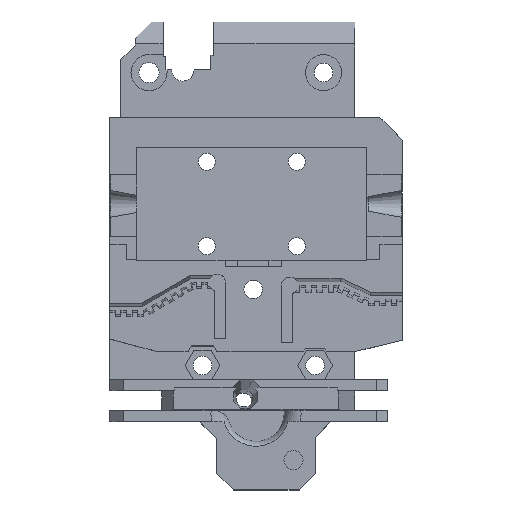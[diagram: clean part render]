
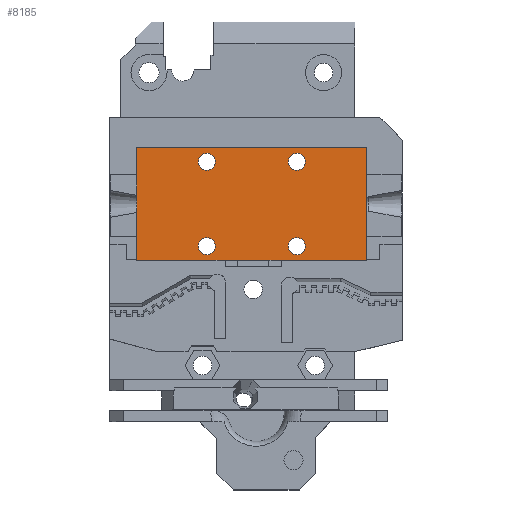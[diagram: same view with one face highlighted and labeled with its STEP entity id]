
A CAD part, top view. The second image highlights one B-rep face of the part: STEP entity #8185.
In plain terms, the highlighted planar face has unit normal (0, 0, 1).
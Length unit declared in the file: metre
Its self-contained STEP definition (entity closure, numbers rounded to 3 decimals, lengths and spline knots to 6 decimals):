
#172=CIRCLE('',#8704,0.0015);
#174=CIRCLE('',#8707,0.0015);
#176=CIRCLE('',#8710,0.0015);
#178=CIRCLE('',#8713,0.0015);
#2275=ORIENTED_EDGE('',*,*,#3619,.T.);
#2276=ORIENTED_EDGE('',*,*,#2650,.F.);
#2277=ORIENTED_EDGE('',*,*,#3618,.F.);
#2278=ORIENTED_EDGE('',*,*,#2662,.F.);
#2279=ORIENTED_EDGE('',*,*,#3617,.T.);
#2280=ORIENTED_EDGE('',*,*,#3613,.T.);
#2281=ORIENTED_EDGE('',*,*,#3611,.T.);
#2282=ORIENTED_EDGE('',*,*,#3615,.T.);
#2650=EDGE_CURVE('',#3802,#3803,#4585,.T.);
#2662=EDGE_CURVE('',#3812,#3813,#4595,.T.);
#3611=EDGE_CURVE('',#4441,#4441,#172,.T.);
#3613=EDGE_CURVE('',#4443,#4443,#174,.T.);
#3615=EDGE_CURVE('',#4445,#4445,#176,.T.);
#3617=EDGE_CURVE('',#4447,#4447,#178,.T.);
#3618=EDGE_CURVE('',#3813,#3802,#5456,.T.);
#3619=EDGE_CURVE('',#3812,#3803,#5457,.T.);
#3802=VERTEX_POINT('',#11101);
#3803=VERTEX_POINT('',#11103);
#3812=VERTEX_POINT('',#11124);
#3813=VERTEX_POINT('',#11126);
#4441=VERTEX_POINT('',#13060);
#4443=VERTEX_POINT('',#13065);
#4445=VERTEX_POINT('',#13070);
#4447=VERTEX_POINT('',#13075);
#4585=LINE('',#11102,#5602);
#4595=LINE('',#11125,#5612);
#5456=LINE('',#13077,#6473);
#5457=LINE('',#13079,#6474);
#5602=VECTOR('',#8937,1.);
#5612=VECTOR('',#8953,1.);
#6473=VECTOR('',#10656,1.);
#6474=VECTOR('',#10659,1.);
#6925=EDGE_LOOP('',(#2275,#2276,#2277,#2278));
#6926=EDGE_LOOP('',(#2279));
#6927=EDGE_LOOP('',(#2280));
#6928=EDGE_LOOP('',(#2281));
#6929=EDGE_LOOP('',(#2282));
#7399=FACE_BOUND('',#6925,.T.);
#7400=FACE_BOUND('',#6926,.T.);
#7401=FACE_BOUND('',#6927,.T.);
#7402=FACE_BOUND('',#6928,.T.);
#7403=FACE_BOUND('',#6929,.T.);
#7794=PLANE('',#8716);
#8185=ADVANCED_FACE('',(#7399,#7400,#7401,#7402,#7403),#7794,.F.);
#8704=AXIS2_PLACEMENT_3D('',#13059,#10634,#10635);
#8707=AXIS2_PLACEMENT_3D('',#13064,#10640,#10641);
#8710=AXIS2_PLACEMENT_3D('',#13069,#10646,#10647);
#8713=AXIS2_PLACEMENT_3D('',#13074,#10652,#10653);
#8716=AXIS2_PLACEMENT_3D('',#13080,#10660,#10661);
#8937=DIRECTION('',(0.,1.,0.));
#8953=DIRECTION('',(0.,-1.,0.));
#10634=DIRECTION('',(0.,0.,-1.));
#10635=DIRECTION('',(0.,1.,0.));
#10640=DIRECTION('',(0.,0.,-1.));
#10641=DIRECTION('',(0.,1.,0.));
#10646=DIRECTION('',(0.,0.,-1.));
#10647=DIRECTION('',(0.,1.,0.));
#10652=DIRECTION('',(0.,0.,-1.));
#10653=DIRECTION('',(0.,1.,0.));
#10656=DIRECTION('',(-1.,0.,0.));
#10659=DIRECTION('',(-1.,0.,0.));
#10660=DIRECTION('',(0.,0.,-1.));
#10661=DIRECTION('',(-1.,0.,0.));
#11101=CARTESIAN_POINT('',(0.17624,0.21008,0.35029));
#11102=CARTESIAN_POINT('',(0.17624,0.2201,0.35029));
#11103=CARTESIAN_POINT('',(0.17624,0.23012,0.35029));
#11124=CARTESIAN_POINT('',(0.21708,0.23012,0.35029));
#11125=CARTESIAN_POINT('',(0.21708,0.2201,0.35029));
#11126=CARTESIAN_POINT('',(0.21708,0.21008,0.35029));
#13059=CARTESIAN_POINT('',(0.20466,0.2276,0.35029));
#13060=CARTESIAN_POINT('',(0.20466,0.2291,0.35029));
#13064=CARTESIAN_POINT('',(0.18866,0.2126,0.35029));
#13065=CARTESIAN_POINT('',(0.18866,0.2141,0.35029));
#13069=CARTESIAN_POINT('',(0.20466,0.2126,0.35029));
#13070=CARTESIAN_POINT('',(0.20466,0.2141,0.35029));
#13074=CARTESIAN_POINT('',(0.18866,0.2276,0.35029));
#13075=CARTESIAN_POINT('',(0.18866,0.2291,0.35029));
#13077=CARTESIAN_POINT('',(0.179185,0.21008,0.35029));
#13079=CARTESIAN_POINT('',(0.19666,0.23012,0.35029));
#13080=CARTESIAN_POINT('',(0.18171,0.2201,0.35029));
